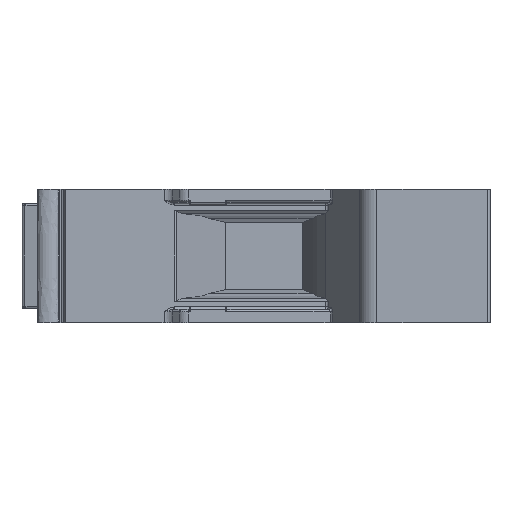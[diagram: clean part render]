
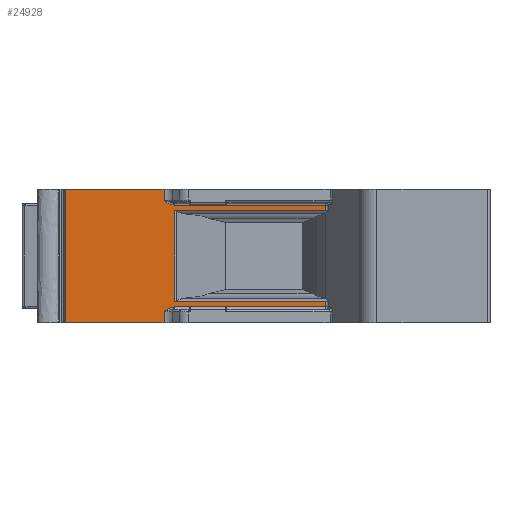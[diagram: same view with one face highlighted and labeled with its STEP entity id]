
A CAD part, left-side view. The second image highlights one B-rep face of the part: STEP entity #24928.
In plain terms, the highlighted planar face has unit normal (-1, 0, 0).
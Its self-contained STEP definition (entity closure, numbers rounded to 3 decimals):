
#70=DIRECTION('',(0.,-1.,0.));
#71=VECTOR('',#70,8.331);
#72=CARTESIAN_POINT('',(-12.25,-0.054,-5.625));
#73=LINE('',#72,#71);
#347=DIRECTION('',(0.,-1.,0.));
#348=VECTOR('',#347,8.331);
#349=CARTESIAN_POINT('',(-12.25,-0.054,5.625));
#350=LINE('',#349,#348);
#763=DIRECTION('',(0.,0.,1.));
#764=VECTOR('',#763,11.25);
#765=CARTESIAN_POINT('',(-12.25,-0.054,-5.625));
#766=LINE('',#765,#764);
#767=DIRECTION('',(0.,0.,1.));
#768=VECTOR('',#767,0.928);
#769=CARTESIAN_POINT('',(-12.25,-8.386,4.697));
#770=LINE('',#769,#768);
#771=CARTESIAN_POINT('',(-12.25,-9.193,4.308));
#772=CARTESIAN_POINT('',(-12.25,-9.171,4.31));
#773=CARTESIAN_POINT('',(-12.25,-9.127,4.316));
#774=CARTESIAN_POINT('',(-12.25,-9.055,4.332));
#775=CARTESIAN_POINT('',(-12.25,-8.98,4.355));
#776=CARTESIAN_POINT('',(-12.25,-8.899,4.386));
#777=CARTESIAN_POINT('',(-12.25,-8.815,4.425));
#778=CARTESIAN_POINT('',(-12.25,-8.733,4.468));
#779=CARTESIAN_POINT('',(-12.25,-8.657,4.513));
#780=CARTESIAN_POINT('',(-12.25,-8.589,4.557));
#781=CARTESIAN_POINT('',(-12.25,-8.528,4.598));
#782=CARTESIAN_POINT('',(-12.25,-8.473,4.635));
#783=CARTESIAN_POINT('',(-12.25,-8.425,4.668));
#784=CARTESIAN_POINT('',(-12.25,-8.398,4.687));
#785=CARTESIAN_POINT('',(-12.25,-8.386,4.697));
#787=CARTESIAN_POINT('',(-12.25,-9.276,4.303));
#788=CARTESIAN_POINT('',(-12.25,-9.262,4.303));
#789=CARTESIAN_POINT('',(-12.25,-9.234,4.304));
#790=CARTESIAN_POINT('',(-12.25,-9.206,4.306));
#791=CARTESIAN_POINT('',(-12.25,-9.193,4.308));
#793=DIRECTION('',(0.,1.,0.));
#794=VECTOR('',#793,12.779);
#795=CARTESIAN_POINT('',(-12.25,-22.055,4.303));
#796=LINE('',#795,#794);
#797=DIRECTION('',(0.,0.,1.));
#798=VECTOR('',#797,0.491);
#799=CARTESIAN_POINT('',(-12.25,-22.055,3.812));
#800=LINE('',#799,#798);
#801=DIRECTION('',(0.,0.,-1.));
#802=VECTOR('',#801,7.624);
#803=CARTESIAN_POINT('',(-12.25,-9.305,3.812));
#804=LINE('',#803,#802);
#805=DIRECTION('',(0.,0.,1.));
#806=VECTOR('',#805,0.491);
#807=CARTESIAN_POINT('',(-12.25,-22.055,-4.303));
#808=LINE('',#807,#806);
#809=DIRECTION('',(0.,-1.,0.));
#810=VECTOR('',#809,12.779);
#811=CARTESIAN_POINT('',(-12.25,-9.276,
-4.303));
#812=LINE('',#811,#810);
#813=CARTESIAN_POINT('',(-12.25,-9.193,
-4.308));
#814=CARTESIAN_POINT('',(-12.25,-9.206,
-4.306));
#815=CARTESIAN_POINT('',(-12.25,-9.234,
-4.304));
#816=CARTESIAN_POINT('',(-12.25,-9.262,
-4.303));
#817=CARTESIAN_POINT('',(-12.25,-9.276,
-4.303));
#819=CARTESIAN_POINT('',(-12.25,-8.386,
-4.697));
#820=CARTESIAN_POINT('',(-12.25,-8.396,
-4.688));
#821=CARTESIAN_POINT('',(-12.25,-8.419,
-4.672));
#822=CARTESIAN_POINT('',(-12.25,-8.455,
-4.648));
#823=CARTESIAN_POINT('',(-12.25,-8.494,
-4.621));
#824=CARTESIAN_POINT('',(-12.25,-8.536,
-4.592));
#825=CARTESIAN_POINT('',(-12.25,-8.582,
-4.561));
#826=CARTESIAN_POINT('',(-12.25,-8.632,
-4.529));
#827=CARTESIAN_POINT('',(-12.25,-8.689,
-4.494));
#828=CARTESIAN_POINT('',(-12.25,-8.753,
-4.457));
#829=CARTESIAN_POINT('',(-12.25,-8.824,
-4.421));
#830=CARTESIAN_POINT('',(-12.25,-8.899,
-4.387));
#831=CARTESIAN_POINT('',(-12.25,-8.975,
-4.357));
#832=CARTESIAN_POINT('',(-12.25,-9.051,
-4.333));
#833=CARTESIAN_POINT('',(-12.25,-9.125,
-4.317));
#834=CARTESIAN_POINT('',(-12.25,-9.171,
-4.31));
#835=CARTESIAN_POINT('',(-12.25,-9.193,
-4.308));
#837=DIRECTION('',(0.,0.,1.));
#838=VECTOR('',#837,0.928);
#839=CARTESIAN_POINT('',(-12.25,-8.386,-5.625));
#840=LINE('',#839,#838);
#1286=CARTESIAN_POINT('',(-12.25,-8.386,
4.697));
#1490=CARTESIAN_POINT('',(-12.25,-22.055,-3.812));
#1500=DIRECTION('',(0.,-1.,0.));
#1501=VECTOR('',#1500,12.75);
#1502=CARTESIAN_POINT('',(-12.25,-9.305,-3.812));
#1503=LINE('',#1502,#1501);
#1514=DIRECTION('',(0.,-1.,0.));
#1515=VECTOR('',#1514,12.75);
#1516=CARTESIAN_POINT('',(-12.25,-9.305,3.812));
#1517=LINE('',#1516,#1515);
#1530=CARTESIAN_POINT('',(-12.25,-22.055,3.812));
#23052=CARTESIAN_POINT('',(-12.25,-8.386,-5.625));
#23054=VERTEX_POINT('',#23052);
#23181=CARTESIAN_POINT('',(-12.25,-9.305,3.812));
#23182=CARTESIAN_POINT('',(-12.25,-9.305,-3.812));
#23183=VERTEX_POINT('',#23181);
#23184=VERTEX_POINT('',#23182);
#23198=CARTESIAN_POINT('',(-12.25,-22.055,4.303));
#23200=VERTEX_POINT('',#23198);
#23204=CARTESIAN_POINT('',(-12.25,-22.055,-4.303));
#23206=VERTEX_POINT('',#23204);
#23208=VERTEX_POINT('',#1490);
#23221=VERTEX_POINT('',#1530);
#23232=VERTEX_POINT('',#787);
#23233=VERTEX_POINT('',#791);
#23234=VERTEX_POINT('',#819);
#23235=VERTEX_POINT('',#835);
#23238=VERTEX_POINT('',#817);
#23269=CARTESIAN_POINT('',(-12.25,-0.054,-5.625));
#23270=CARTESIAN_POINT('',(-12.25,-0.054,5.625));
#23271=VERTEX_POINT('',#23269);
#23272=VERTEX_POINT('',#23270);
#23273=CARTESIAN_POINT('',(-12.25,-8.386,5.625));
#23274=VERTEX_POINT('',#23273);
#23325=VERTEX_POINT('',#1286);
#24892=CARTESIAN_POINT('',(-12.25,0.8,-5.625));
#24893=DIRECTION('',(-1.,0.,0.));
#24894=DIRECTION('',(0.,-1.,0.));
#24895=AXIS2_PLACEMENT_3D('',#24892,#24893,#24894);
#24896=PLANE('',#24895);
#24898=ORIENTED_EDGE('',*,*,#24897,.T.);
#24899=ORIENTED_EDGE('',*,*,#24304,.T.);
#24901=ORIENTED_EDGE('',*,*,#24900,.F.);
#24903=ORIENTED_EDGE('',*,*,#24902,.F.);
#24905=ORIENTED_EDGE('',*,*,#24904,.F.);
#24906=ORIENTED_EDGE('',*,*,#24883,.F.);
#24908=ORIENTED_EDGE('',*,*,#24907,.F.);
#24910=ORIENTED_EDGE('',*,*,#24909,.F.);
#24912=ORIENTED_EDGE('',*,*,#24911,.T.);
#24914=ORIENTED_EDGE('',*,*,#24913,.T.);
#24916=ORIENTED_EDGE('',*,*,#24915,.F.);
#24918=ORIENTED_EDGE('',*,*,#24917,.F.);
#24920=ORIENTED_EDGE('',*,*,#24919,.F.);
#24922=ORIENTED_EDGE('',*,*,#24921,.F.);
#24924=ORIENTED_EDGE('',*,*,#24923,.F.);
#24925=ORIENTED_EDGE('',*,*,#24065,.F.);
#24926=EDGE_LOOP('',(#24898,#24899,#24901,#24903,#24905,#24906,#24908,#24910,
#24912,#24914,#24916,#24918,#24920,#24922,#24924,#24925));
#24927=FACE_OUTER_BOUND('',#24926,.F.);
#24928=ADVANCED_FACE('',(#24927),#24896,.T.);
#786=B_SPLINE_CURVE_WITH_KNOTS('',3,(#771,#772,#773,#774,#775,#776,#777,#778,
#779,#780,#781,#782,#783,#784,#785),.UNSPECIFIED.,.F.,.F.,(4,1,1,1,1,1,1,1,1,1,
1,1,4),(0.,0.083,0.167,0.25,0.333,
0.417,0.5,0.583,0.667,0.75,
0.833,0.917,1.),.UNSPECIFIED.);
#792=B_SPLINE_CURVE_WITH_KNOTS('',3,(#787,#788,#789,#790,#791),.UNSPECIFIED.,
.F.,.F.,(4,1,4),(0.,0.5,1.),.UNSPECIFIED.);
#818=B_SPLINE_CURVE_WITH_KNOTS('',3,(#813,#814,#815,#816,#817),.UNSPECIFIED.,
.F.,.F.,(4,1,4),(0.,0.5,1.),.UNSPECIFIED.);
#836=B_SPLINE_CURVE_WITH_KNOTS('',3,(#819,#820,#821,#822,#823,#824,#825,#826,
#827,#828,#829,#830,#831,#832,#833,#834,#835),.UNSPECIFIED.,.F.,.F.,(4,1,1,1,1,
1,1,1,1,1,1,1,1,1,4),(0.,0.071,0.143,
0.214,0.286,0.357,0.429,0.5,
0.571,0.643,0.714,0.786,
0.857,0.929,1.),.UNSPECIFIED.);
#24065=EDGE_CURVE('',#23271,#23054,#73,.T.);
#24304=EDGE_CURVE('',#23272,#23274,#350,.T.);
#24883=EDGE_CURVE('',#23200,#23232,#796,.T.);
#24897=EDGE_CURVE('',#23271,#23272,#766,.T.);
#24900=EDGE_CURVE('',#23325,#23274,#770,.T.);
#24902=EDGE_CURVE('',#23233,#23325,#786,.T.);
#24904=EDGE_CURVE('',#23232,#23233,#792,.T.);
#24907=EDGE_CURVE('',#23221,#23200,#800,.T.);
#24909=EDGE_CURVE('',#23183,#23221,#1517,.T.);
#24911=EDGE_CURVE('',#23183,#23184,#804,.T.);
#24913=EDGE_CURVE('',#23184,#23208,#1503,.T.);
#24915=EDGE_CURVE('',#23206,#23208,#808,.T.);
#24917=EDGE_CURVE('',#23238,#23206,#812,.T.);
#24919=EDGE_CURVE('',#23235,#23238,#818,.T.);
#24921=EDGE_CURVE('',#23234,#23235,#836,.T.);
#24923=EDGE_CURVE('',#23054,#23234,#840,.T.);
